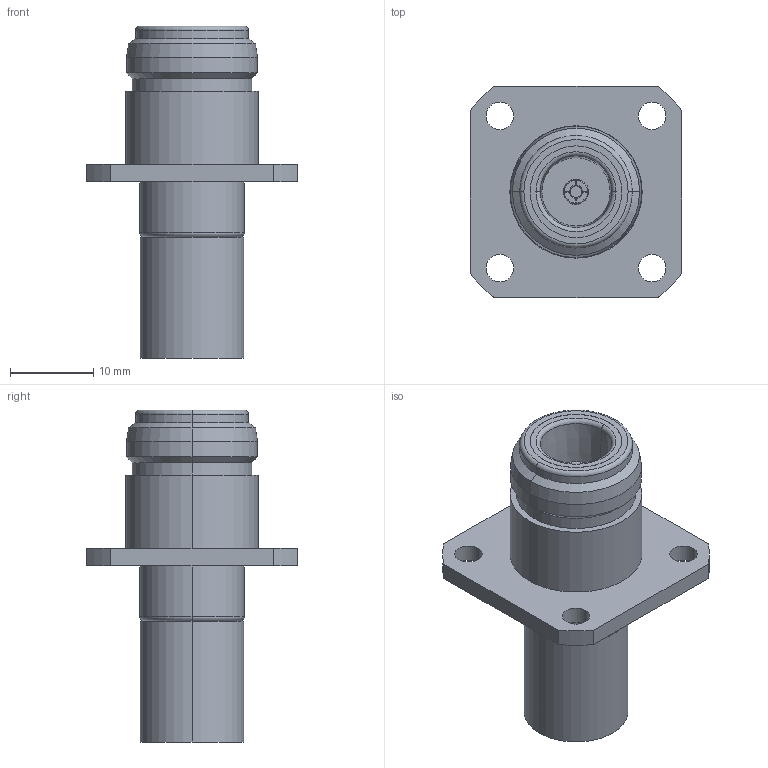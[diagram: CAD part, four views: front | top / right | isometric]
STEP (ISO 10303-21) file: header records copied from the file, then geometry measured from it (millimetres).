
FILE_DESCRIPTION (( 'STEP AP214' ), '1' );
FILE_NAME ('J01021A0150.STEP', '2018-07-13T07:45:37', ( '' ), ( '' ), 'SwSTEP 2.0', 'SolidWorks 2017', '' );
FILE_SCHEMA (( 'AUTOMOTIVE_DESIGN' ));
Length unit declared in the file: millimetre
Products named in the file (1): J01021A0150
Bounding box: 25.4 x 25.4 x 39.8 mm (x, y, z)
Volume: 5723 mm3; surface area: 4242.4 mm2
Topology: 1 solids, 2 shells, 100 faces, 228 edges, 144 vertices
Faces by surface type: cylinder 44, plane 28, cone 22, torus 6
Entity records: 3954 total; most frequent: CARTESIAN_POINT 545, DIRECTION 516, ORIENTED_EDGE 456, EDGE_CURVE 228, AXIS2_PLACEMENT_3D 211, VERTEX_POINT 144, EDGE_LOOP 122, CIRCLE 110
